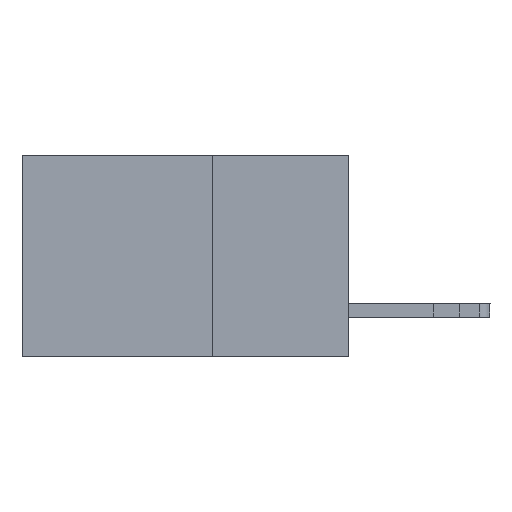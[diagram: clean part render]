
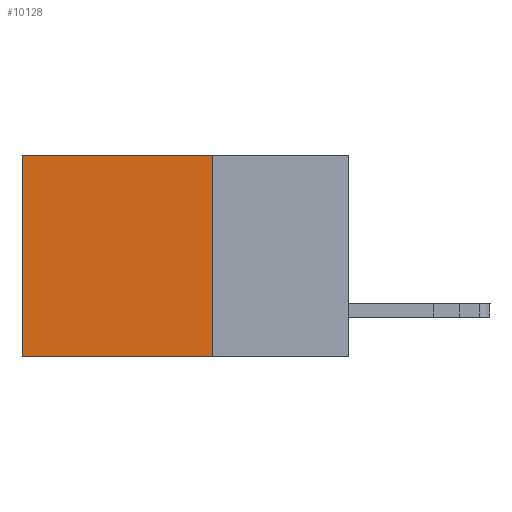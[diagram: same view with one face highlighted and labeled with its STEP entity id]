
A CAD part, left-side view. The second image highlights one B-rep face of the part: STEP entity #10128.
In plain terms, the highlighted planar face has unit normal (-1, 0, 0).
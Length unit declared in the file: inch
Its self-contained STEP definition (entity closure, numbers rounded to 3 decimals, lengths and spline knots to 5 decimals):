
#318 = EDGE_LOOP ( 'NONE', ( #10832, #11603, #9196, #11749 ) ) ;
#540 = VERTEX_POINT ( 'NONE', #11050 ) ;
#615 = LINE ( 'NONE', #7923, #6700 ) ;
#1044 = PLANE ( 'NONE',  #2366 ) ;
#1328 = LINE ( 'NONE', #1566, #5439 ) ;
#1348 = VECTOR ( 'NONE', #10290, 39.37008 ) ;
#1566 = CARTESIAN_POINT ( 'NONE',  ( 0.2615, 0.25, -0.37 ) ) ;
#2366 = AXIS2_PLACEMENT_3D ( 'NONE', #10432, #8565, #4873 ) ;
#2414 = LINE ( 'NONE', #3321, #11555 ) ;
#2556 = VERTEX_POINT ( 'NONE', #4188 ) ;
#3095 = LINE ( 'NONE', #6631, #1348 ) ;
#3321 = CARTESIAN_POINT ( 'NONE',  ( 0.2615, 0.25, 0. ) ) ;
#3853 = FACE_OUTER_BOUND ( 'NONE', #318, .T. ) ;
#4188 = CARTESIAN_POINT ( 'NONE',  ( 0.2615, 0.25, -0.37 ) ) ;
#4346 = EDGE_CURVE ( 'NONE', #4536, #5322, #3095, .T. ) ;
#4536 = VERTEX_POINT ( 'NONE', #11378 ) ;
#4873 = DIRECTION ( 'NONE',  ( 0., 0., -1. ) ) ;
#4983 = EDGE_CURVE ( 'NONE', #2556, #5322, #615, .T. ) ;
#5099 = CARTESIAN_POINT ( 'NONE',  ( 0.2615, 0.6, -0.37 ) ) ;
#5322 = VERTEX_POINT ( 'NONE', #5099 ) ;
#5439 = VECTOR ( 'NONE', #11399, 39.37008 ) ;
#6631 = CARTESIAN_POINT ( 'NONE',  ( 0.2615, 0.6, -0.37 ) ) ;
#6700 = VECTOR ( 'NONE', #7976, 39.37008 ) ;
#7923 = CARTESIAN_POINT ( 'NONE',  ( 0.2615, 0.25, -0.37 ) ) ;
#7976 = DIRECTION ( 'NONE',  ( 0., 1., 0. ) ) ;
#8565 = DIRECTION ( 'NONE',  ( 1., 0., 0. ) ) ;
#9196 = ORIENTED_EDGE ( 'NONE', *, *, #10321, .F. ) ;
#9727 = DIRECTION ( 'NONE',  ( 0., 1., 0. ) ) ;
#10128 = ADVANCED_FACE ( 'NONE', ( #3853 ), #1044, .F. ) ;
#10290 = DIRECTION ( 'NONE',  ( 0., 0., -1. ) ) ;
#10321 = EDGE_CURVE ( 'NONE', #540, #2556, #1328, .T. ) ;
#10432 = CARTESIAN_POINT ( 'NONE',  ( 0.2615, 0.25, -0.37 ) ) ;
#10832 = ORIENTED_EDGE ( 'NONE', *, *, #4346, .T. ) ;
#11050 = CARTESIAN_POINT ( 'NONE',  ( 0.2615, 0.25, 0. ) ) ;
#11378 = CARTESIAN_POINT ( 'NONE',  ( 0.2615, 0.6, 0. ) ) ;
#11399 = DIRECTION ( 'NONE',  ( 0., 0., -1. ) ) ;
#11555 = VECTOR ( 'NONE', #9727, 39.37008 ) ;
#11603 = ORIENTED_EDGE ( 'NONE', *, *, #4983, .F. ) ;
#11708 = EDGE_CURVE ( 'NONE', #540, #4536, #2414, .T. ) ;
#11749 = ORIENTED_EDGE ( 'NONE', *, *, #11708, .T. ) ;
